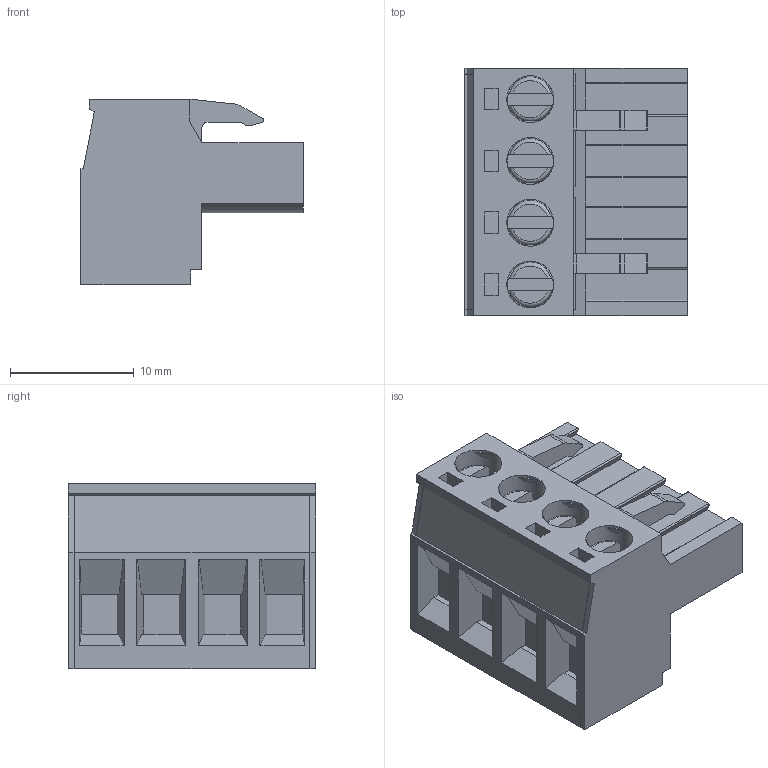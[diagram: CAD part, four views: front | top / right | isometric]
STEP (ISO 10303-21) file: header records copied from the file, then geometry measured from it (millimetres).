
FILE_DESCRIPTION( ( 'STEP AP214' ), '1' );
FILE_NAME( 'MC900-50004-20230307.stp', '2023-03-07T06:50:53', ( ' ' ), ( ' ' ), 'XStep 1.0', ' ', ' ' );
FILE_SCHEMA( ( 'CONFIG_CONTROL_DESIGN) ( )' ) );
Length unit declared in the file: metre
Products named in the file (1): 1
Bounding box: 18 x 20 x 15 mm (x, y, z)
Volume: 3287.4 mm3; surface area: 2672.3 mm2
Topology: 1 solids, 1 shells, 329 faces, 834 edges, 542 vertices
Faces by surface type: plane 233, cylinder 68, cone 16, torus 12
Full cylindrical faces by diameter (mm): 1.5 x4, 2.4 x4, 3 x8, 3.8 x4
Entity records: 12328 total; most frequent: CARTESIAN_POINT 1826, DIRECTION 1606, ORIENTED_EDGE 1572, EDGE_CURVE 786, LINE 562, VECTOR 562, VERTEX_POINT 534, AXIS2_PLACEMENT_3D 522
